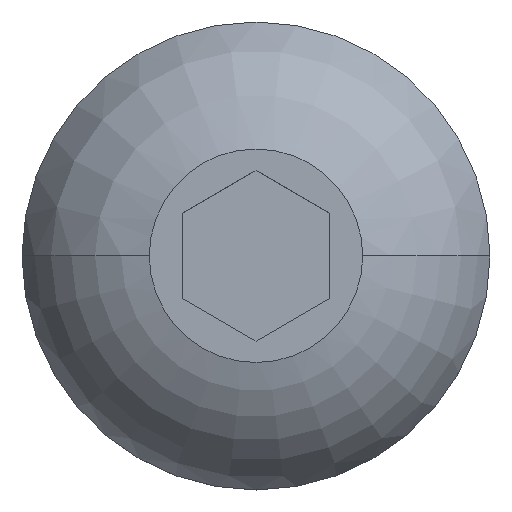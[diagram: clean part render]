
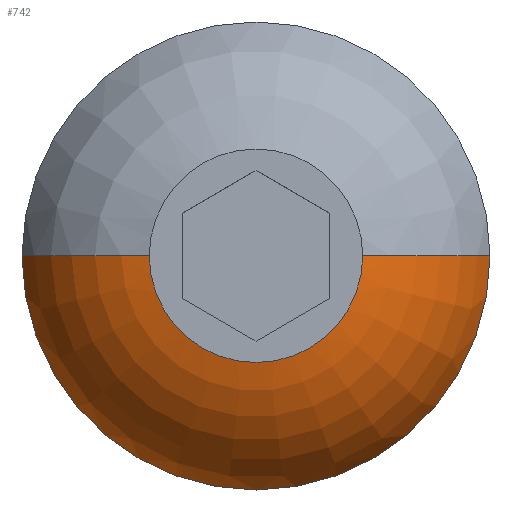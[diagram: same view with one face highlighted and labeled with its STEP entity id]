
A CAD part, top view. The second image highlights one B-rep face of the part: STEP entity #742.
In plain terms, the highlighted toroidal (fillet/blend) face has major radius 1.424 mm and minor radius 3.539 mm.
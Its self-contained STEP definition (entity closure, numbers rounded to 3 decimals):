
#16 = ORIENTED_EDGE ( 'NONE', *, *, #754, .F. ) ;
#19 = AXIS2_PLACEMENT_3D ( 'NONE', #389, #338, #702 ) ;
#28 = CARTESIAN_POINT ( 'NONE',  ( 1.424, 0., -0.711 ) ) ;
#38 = DIRECTION ( 'NONE',  ( 0., 0., -1. ) ) ;
#50 = CIRCLE ( 'NONE', #519, 3.539 ) ;
#58 = VERTEX_POINT ( 'NONE', #616 ) ;
#83 = DIRECTION ( 'NONE',  ( 0., 1., 0. ) ) ;
#86 = DIRECTION ( 'NONE',  ( 0., -1., 0. ) ) ;
#148 = CARTESIAN_POINT ( 'NONE',  ( -2.167, 0., 2.75 ) ) ;
#162 = CIRCLE ( 'NONE', #729, 3.539 ) ;
#194 = ORIENTED_EDGE ( 'NONE', *, *, #319, .F. ) ;
#195 = ORIENTED_EDGE ( 'NONE', *, *, #288, .F. ) ;
#206 = AXIS2_PLACEMENT_3D ( 'NONE', #453, #38, #574 ) ;
#208 = TOROIDAL_SURFACE ( 'NONE', #585, 1.424, 3.539 ) ;
#226 = FACE_OUTER_BOUND ( 'NONE', #477, .T. ) ;
#288 = EDGE_CURVE ( 'NONE', #361, #407, #450, .T. ) ;
#317 = DIRECTION ( 'NONE',  ( -1., 0., 0. ) ) ;
#319 = EDGE_CURVE ( 'NONE', #442, #58, #764, .T. ) ;
#338 = DIRECTION ( 'NONE',  ( 0., 0., 1. ) ) ;
#361 = VERTEX_POINT ( 'NONE', #148 ) ;
#385 = ORIENTED_EDGE ( 'NONE', *, *, #768, .T. ) ;
#389 = CARTESIAN_POINT ( 'NONE',  ( 0., 0., 2.75 ) ) ;
#407 = VERTEX_POINT ( 'NONE', #647 ) ;
#408 = CARTESIAN_POINT ( 'NONE',  ( 4.75, 0., 0.5 ) ) ;
#441 = DIRECTION ( 'NONE',  ( 0., 0., -1. ) ) ;
#442 = VERTEX_POINT ( 'NONE', #408 ) ;
#445 = CARTESIAN_POINT ( 'NONE',  ( 0., 0., -0.711 ) ) ;
#450 = CIRCLE ( 'NONE', #19, 2.167 ) ;
#453 = CARTESIAN_POINT ( 'NONE',  ( 0., 0., 0.5 ) ) ;
#477 = EDGE_LOOP ( 'NONE', ( #16, #195, #385, #194 ) ) ;
#507 = DIRECTION ( 'NONE',  ( 0., 0., -1. ) ) ;
#519 = AXIS2_PLACEMENT_3D ( 'NONE', #765, #86, #507 ) ;
#557 = DIRECTION ( 'NONE',  ( -1., 0., 0. ) ) ;
#574 = DIRECTION ( 'NONE',  ( -1., 0., 0. ) ) ;
#585 = AXIS2_PLACEMENT_3D ( 'NONE', #445, #441, #557 ) ;
#616 = CARTESIAN_POINT ( 'NONE',  ( -4.75, 0., 0.5 ) ) ;
#647 = CARTESIAN_POINT ( 'NONE',  ( 2.167, 0., 2.75 ) ) ;
#702 = DIRECTION ( 'NONE',  ( -1., 0., 0. ) ) ;
#729 = AXIS2_PLACEMENT_3D ( 'NONE', #28, #83, #317 ) ;
#742 = ADVANCED_FACE ( 'NONE', ( #226 ), #208, .T. ) ;
#754 = EDGE_CURVE ( 'NONE', #407, #442, #162, .T. ) ;
#764 = CIRCLE ( 'NONE', #206, 4.75 ) ;
#765 = CARTESIAN_POINT ( 'NONE',  ( -1.424, 0., -0.711 ) ) ;
#768 = EDGE_CURVE ( 'NONE', #361, #58, #50, .T. ) ;
